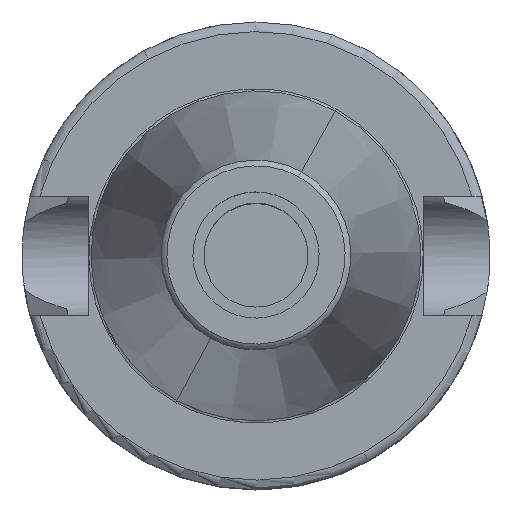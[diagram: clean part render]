
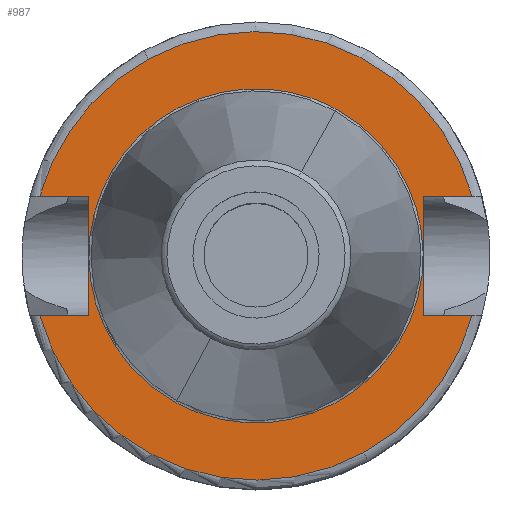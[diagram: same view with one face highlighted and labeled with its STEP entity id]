
A CAD part, top view. The second image highlights one B-rep face of the part: STEP entity #987.
In plain terms, the highlighted planar face has unit normal (0, 0, 1).
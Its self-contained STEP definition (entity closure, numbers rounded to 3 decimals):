
#876=AXIS2_PLACEMENT_3D('Circle Axis2P3D',#874,#875,$) ;
#896=AXIS2_PLACEMENT_3D('Plane Axis2P3D',#893,#894,#895) ;
#900=AXIS2_PLACEMENT_3D('Circle Axis2P3D',#898,#899,$) ;
#905=AXIS2_PLACEMENT_3D('Circle Axis2P3D',#903,#904,$) ;
#912=AXIS2_PLACEMENT_3D('Circle Axis2P3D',#910,#911,$) ;
#483=CARTESIAN_POINT('Vertex',(-22.6,8.05,-2.)) ;
#486=CARTESIAN_POINT('Line Origine',(-25.854,8.05,-2.)) ;
#490=CARTESIAN_POINT('Vertex',(-29.107,8.05,-2.)) ;
#536=CARTESIAN_POINT('Line Origine',(-22.6,0.,-2.)) ;
#540=CARTESIAN_POINT('Vertex',(-22.6,-8.05,-2.)) ;
#587=CARTESIAN_POINT('Vertex',(-29.107,-8.05,-2.)) ;
#590=CARTESIAN_POINT('Line Origine',(-25.854,-8.05,-2.)) ;
#661=CARTESIAN_POINT('Vertex',(22.6,-8.05,-2.)) ;
#664=CARTESIAN_POINT('Line Origine',(25.854,-8.05,-2.)) ;
#668=CARTESIAN_POINT('Vertex',(29.107,-8.05,-2.)) ;
#714=CARTESIAN_POINT('Line Origine',(22.6,0.,-2.)) ;
#718=CARTESIAN_POINT('Vertex',(22.6,8.05,-2.)) ;
#765=CARTESIAN_POINT('Vertex',(29.107,8.05,-2.)) ;
#768=CARTESIAN_POINT('Line Origine',(25.854,8.05,-2.)) ;
#874=CARTESIAN_POINT('Axis2P3D Location',(0.,0.,-2.)) ;
#878=CARTESIAN_POINT('Vertex',(-14.479,26.503,-2.)) ;
#893=CARTESIAN_POINT('Axis2P3D Location',(0.,22.517,-2.)) ;
#898=CARTESIAN_POINT('Axis2P3D Location',(0.,0.,-2.)) ;
#903=CARTESIAN_POINT('Axis2P3D Location',(0.,0.,-2.)) ;
#907=CARTESIAN_POINT('Vertex',(14.479,-26.503,-2.)) ;
#910=CARTESIAN_POINT('Axis2P3D Location',(0.,0.,-2.)) ;
#928=CARTESIAN_POINT('Control Point',(-10.795,-19.76,-2.)) ;
#929=CARTESIAN_POINT('Control Point',(-12.631,-18.757,-2.)) ;
#930=CARTESIAN_POINT('Control Point',(-14.351,-17.541,-2.)) ;
#931=CARTESIAN_POINT('Control Point',(-15.921,-16.129,-2.)) ;
#932=CARTESIAN_POINT('Control Point',(-18.704,-12.968,-2.)) ;
#933=CARTESIAN_POINT('Control Point',(-20.688,-9.252,-2.)) ;
#934=CARTESIAN_POINT('Control Point',(-21.46,-7.287,-2.)) ;
#935=CARTESIAN_POINT('Control Point',(-22.532,-3.213,-2.)) ;
#936=CARTESIAN_POINT('Control Point',(-22.641,0.998,-2.)) ;
#937=CARTESIAN_POINT('Control Point',(-22.45,3.099,-2.)) ;
#938=CARTESIAN_POINT('Control Point',(-21.583,7.222,-2.)) ;
#939=CARTESIAN_POINT('Control Point',(-19.794,11.036,-2.)) ;
#940=CARTESIAN_POINT('Control Point',(-18.681,12.83,-2.)) ;
#941=CARTESIAN_POINT('Control Point',(-16.059,16.127,-2.)) ;
#942=CARTESIAN_POINT('Control Point',(-12.752,18.735,-2.)) ;
#943=CARTESIAN_POINT('Control Point',(-10.953,19.841,-2.)) ;
#944=CARTESIAN_POINT('Control Point',(-7.132,21.613,-2.)) ;
#945=CARTESIAN_POINT('Control Point',(-3.006,22.463,-2.)) ;
#946=CARTESIAN_POINT('Control Point',(-0.903,22.645,-2.)) ;
#947=CARTESIAN_POINT('Control Point',(2.807,22.533,-2.)) ;
#948=CARTESIAN_POINT('Control Point',(6.408,21.674,-2.)) ;
#949=CARTESIAN_POINT('Control Point',(7.928,21.166,-2.)) ;
#950=CARTESIAN_POINT('Control Point',(9.396,20.525,-2.)) ;
#951=CARTESIAN_POINT('Control Point',(10.795,19.76,-2.)) ;
#952=CARTESIAN_POINT('Vertex',(-10.795,-19.76,-1.999)) ;
#954=CARTESIAN_POINT('Vertex',(10.795,19.76,-1.999)) ;
#958=CARTESIAN_POINT('Control Point',(10.795,19.76,-2.)) ;
#959=CARTESIAN_POINT('Control Point',(12.631,18.757,-2.)) ;
#960=CARTESIAN_POINT('Control Point',(14.35,17.541,-2.)) ;
#961=CARTESIAN_POINT('Control Point',(15.92,16.129,-2.)) ;
#962=CARTESIAN_POINT('Control Point',(18.703,12.967,-2.)) ;
#963=CARTESIAN_POINT('Control Point',(20.688,9.252,-2.)) ;
#964=CARTESIAN_POINT('Control Point',(21.46,7.287,-2.)) ;
#965=CARTESIAN_POINT('Control Point',(22.532,3.213,-2.)) ;
#966=CARTESIAN_POINT('Control Point',(22.641,-0.998,-2.)) ;
#967=CARTESIAN_POINT('Control Point',(22.45,-3.1,-2.)) ;
#968=CARTESIAN_POINT('Control Point',(21.583,-7.222,-2.)) ;
#969=CARTESIAN_POINT('Control Point',(19.794,-11.036,-2.)) ;
#970=CARTESIAN_POINT('Control Point',(18.681,-12.83,-2.)) ;
#971=CARTESIAN_POINT('Control Point',(16.06,-16.127,-2.)) ;
#972=CARTESIAN_POINT('Control Point',(12.752,-18.735,-2.)) ;
#973=CARTESIAN_POINT('Control Point',(10.953,-19.841,-2.)) ;
#974=CARTESIAN_POINT('Control Point',(7.132,-21.613,-2.)) ;
#975=CARTESIAN_POINT('Control Point',(3.006,-22.462,-2.)) ;
#976=CARTESIAN_POINT('Control Point',(0.903,-22.645,-2.)) ;
#977=CARTESIAN_POINT('Control Point',(-2.808,-22.533,-2.)) ;
#978=CARTESIAN_POINT('Control Point',(-6.408,-21.674,-2.)) ;
#979=CARTESIAN_POINT('Control Point',(-7.929,-21.165,-2.)) ;
#980=CARTESIAN_POINT('Control Point',(-9.396,-20.525,-2.)) ;
#981=CARTESIAN_POINT('Control Point',(-10.795,-19.76,-2.)) ;
#487=DIRECTION('Vector Direction',(1.,0.,0.)) ;
#537=DIRECTION('Vector Direction',(0.,-1.,0.)) ;
#591=DIRECTION('Vector Direction',(-1.,0.,0.)) ;
#665=DIRECTION('Vector Direction',(1.,0.,0.)) ;
#715=DIRECTION('Vector Direction',(0.,-1.,0.)) ;
#769=DIRECTION('Vector Direction',(-1.,0.,0.)) ;
#875=DIRECTION('Axis2P3D Direction',(0.,0.,1.)) ;
#894=DIRECTION('Axis2P3D Direction',(0.,0.,-1.)) ;
#895=DIRECTION('Axis2P3D XDirection',(1.,0.,0.)) ;
#899=DIRECTION('Axis2P3D Direction',(0.,0.,-1.)) ;
#904=DIRECTION('Axis2P3D Direction',(0.,0.,-1.)) ;
#911=DIRECTION('Axis2P3D Direction',(0.,0.,-1.)) ;
#488=VECTOR('Line Direction',#487,1.) ;
#538=VECTOR('Line Direction',#537,1.) ;
#592=VECTOR('Line Direction',#591,1.) ;
#666=VECTOR('Line Direction',#665,1.) ;
#716=VECTOR('Line Direction',#715,1.) ;
#770=VECTOR('Line Direction',#769,1.) ;
#916=ORIENTED_EDGE('',*,*,#670,.F.) ;
#917=ORIENTED_EDGE('',*,*,#720,.F.) ;
#918=ORIENTED_EDGE('',*,*,#772,.F.) ;
#919=ORIENTED_EDGE('',*,*,#902,.F.) ;
#920=ORIENTED_EDGE('',*,*,#880,.F.) ;
#921=ORIENTED_EDGE('',*,*,#492,.T.) ;
#922=ORIENTED_EDGE('',*,*,#542,.T.) ;
#923=ORIENTED_EDGE('',*,*,#594,.T.) ;
#924=ORIENTED_EDGE('',*,*,#909,.F.) ;
#925=ORIENTED_EDGE('',*,*,#914,.F.) ;
#984=ORIENTED_EDGE('',*,*,#956,.T.) ;
#985=ORIENTED_EDGE('',*,*,#982,.T.) ;
#986=FACE_BOUND('',#983,.T.) ;
#987=ADVANCED_FACE('NOCUT',(#926,#986),#897,.F.) ;
#927=B_SPLINE_CURVE_WITH_KNOTS('',5,(#928,#929,#930,#931,#932,#933,#934,#935,#936,#937,#938,#939,#940,#941,#942,#943,#944,#945,#946,#947,#948,#949,#950,#951),.UNSPECIFIED.,.F.,.U.,(6,3,3,3,3,3,3,6),(0.,14.967,29.934,44.899,59.867,74.829,89.799,101.207),.UNSPECIFIED.) ;
#957=B_SPLINE_CURVE_WITH_KNOTS('',5,(#958,#959,#960,#961,#962,#963,#964,#965,#966,#967,#968,#969,#970,#971,#972,#973,#974,#975,#976,#977,#978,#979,#980,#981),.UNSPECIFIED.,.F.,.U.,(6,3,3,3,3,3,3,6),(0.,14.966,29.933,44.898,59.867,74.83,89.799,101.207),.UNSPECIFIED.) ;
#877=CIRCLE('generated circle',#876,30.2) ;
#901=CIRCLE('generated circle',#900,30.2) ;
#906=CIRCLE('generated circle',#905,30.2) ;
#913=CIRCLE('generated circle',#912,30.2) ;
#492=EDGE_CURVE('',#491,#484,#489,.T.) ;
#542=EDGE_CURVE('',#484,#541,#539,.T.) ;
#594=EDGE_CURVE('',#541,#588,#593,.T.) ;
#670=EDGE_CURVE('',#662,#669,#667,.T.) ;
#720=EDGE_CURVE('',#719,#662,#717,.T.) ;
#772=EDGE_CURVE('',#766,#719,#771,.T.) ;
#880=EDGE_CURVE('',#491,#879,#877,.F.) ;
#902=EDGE_CURVE('',#879,#766,#901,.T.) ;
#909=EDGE_CURVE('',#908,#588,#906,.T.) ;
#914=EDGE_CURVE('',#669,#908,#913,.T.) ;
#956=EDGE_CURVE('',#953,#955,#927,.T.) ;
#982=EDGE_CURVE('',#955,#953,#957,.T.) ;
#915=EDGE_LOOP('',(#916,#917,#918,#919,#920,#921,#922,#923,#924,#925)) ;
#983=EDGE_LOOP('',(#984,#985)) ;
#926=FACE_OUTER_BOUND('',#915,.T.) ;
#489=LINE('Line',#486,#488) ;
#539=LINE('Line',#536,#538) ;
#593=LINE('Line',#590,#592) ;
#667=LINE('Line',#664,#666) ;
#717=LINE('Line',#714,#716) ;
#771=LINE('Line',#768,#770) ;
#897=PLANE('',#896) ;
#484=VERTEX_POINT('',#483) ;
#491=VERTEX_POINT('',#490) ;
#541=VERTEX_POINT('',#540) ;
#588=VERTEX_POINT('',#587) ;
#662=VERTEX_POINT('',#661) ;
#669=VERTEX_POINT('',#668) ;
#719=VERTEX_POINT('',#718) ;
#766=VERTEX_POINT('',#765) ;
#879=VERTEX_POINT('',#878) ;
#908=VERTEX_POINT('',#907) ;
#953=VERTEX_POINT('',#952) ;
#955=VERTEX_POINT('',#954) ;
